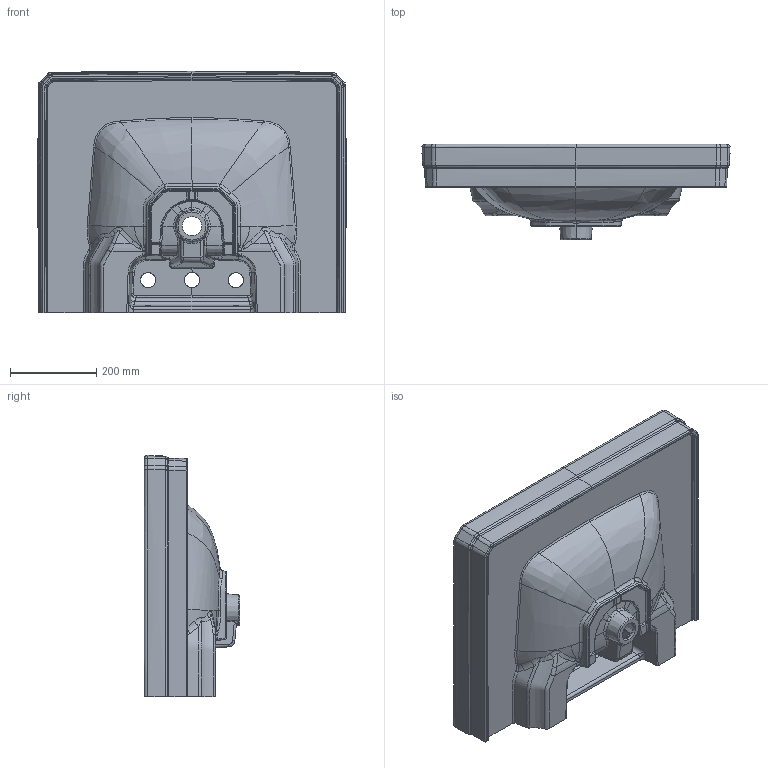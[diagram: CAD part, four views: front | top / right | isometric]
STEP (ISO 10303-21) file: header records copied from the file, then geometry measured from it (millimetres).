
FILE_DESCRIPTION(/* description */ (''),/* implementation_level */ '2;1');
FILE_NAME(/* name */ '1040.stp',/* time_stamp */ '2014-05-29T08:03:00+03:00',/* author */ (''),/* organization */ (''),/* preprocessor_version */ 'ST-DEVELOPER v15',/* originating_system */ 'SIEMENS PLM Software NX 8.5',/* authorisation */ '');
FILE_SCHEMA (('AP203_CONFIGURATION_CONTROLLED_3D_DESIGN_OF_MECHANICAL_PARTS_AND_ASSEMBLIES_MIM_LF { 1 0 10303 403 2 1 2}'));
Products named in the file (1): Cosk13284F10bj2s
Bounding box: 712.9 x 220.8 x 557.71 mm (x, y, z)
Volume: 10846528.9 mm3; surface area: 2096798.9 mm2
Topology: 1 solids, 2 shells, 750 faces, 1773 edges, 1024 vertices
Faces by surface type: bspline 564, cylinder 84, plane 58, sphere 16, cone 13, torus 13, extrusion 2
Entity records: 82932 total; most frequent: CARTESIAN_POINT 70623, ORIENTED_EDGE 3546, EDGE_CURVE 1773, B_SPLINE_CURVE_WITH_KNOTS 1098, DIRECTION 1069, VERTEX_POINT 1024, EDGE_LOOP 769, ADVANCED_FACE 750
